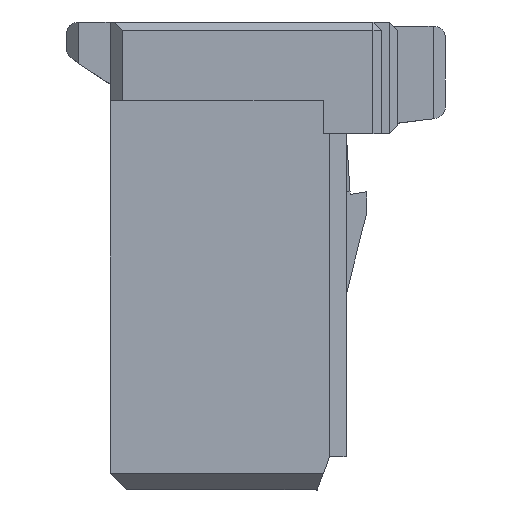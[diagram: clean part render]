
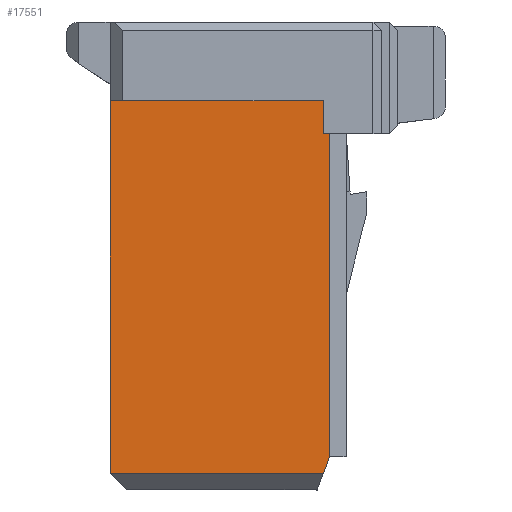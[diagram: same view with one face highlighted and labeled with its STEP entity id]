
A CAD part, left-side view. The second image highlights one B-rep face of the part: STEP entity #17551.
In plain terms, the highlighted planar face has unit normal (-1, 0, 0).
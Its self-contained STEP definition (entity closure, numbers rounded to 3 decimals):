
#117=CARTESIAN_POINT('',(-8.45,-3.55,8.6));
#118=VERTEX_POINT('',#117);
#125=CARTESIAN_POINT('',(-8.45,-3.7,8.6));
#126=VERTEX_POINT('',#125);
#127=CARTESIAN_POINT('',(-8.45,-3.55,8.6));
#128=DIRECTION('',(0.,-1.,0.));
#129=VECTOR('',#128,0.15);
#130=LINE('',#127,#129);
#131=EDGE_CURVE('',#118,#126,#130,.T.);
#195=CARTESIAN_POINT('',(-8.45,-3.7,0.8));
#196=VERTEX_POINT('',#195);
#17487=CARTESIAN_POINT('',(-8.45,-3.55,9.4));
#17488=VERTEX_POINT('',#17487);
#17495=CARTESIAN_POINT('',(-8.45,-3.55,9.4));
#17496=DIRECTION('',(0.,0.,-1.));
#17497=VECTOR('',#17496,0.8);
#17498=LINE('',#17495,#17497);
#17499=EDGE_CURVE('',#17488,#118,#17498,.T.);
#17506=CARTESIAN_POINT('',(-8.45,-1.25,4.7));
#17507=DIRECTION('',(0.,1.,0.));
#17508=DIRECTION('',(-1.,0.,0.));
#17509=AXIS2_PLACEMENT_3D('',#17506,#17508,#17507);
#17510=PLANE('',#17509);
#17511=CARTESIAN_POINT('',(-8.45,1.6,0.4));
#17512=VERTEX_POINT('',#17511);
#17513=CARTESIAN_POINT('',(-8.45,-3.55,0.4));
#17514=VERTEX_POINT('',#17513);
#17515=CARTESIAN_POINT('',(-8.45,1.6,0.4));
#17516=DIRECTION('',(0.,-1.,0.));
#17517=VECTOR('',#17516,5.15);
#17518=LINE('',#17515,#17517);
#17519=EDGE_CURVE('',#17512,#17514,#17518,.T.);
#17520=ORIENTED_EDGE('',*,*,#17519,.T.);
#17521=CARTESIAN_POINT('',(-8.45,-3.55,0.4));
#17522=DIRECTION('',(0.,-0.351,0.936));
#17523=VECTOR('',#17522,0.427);
#17524=LINE('',#17521,#17523);
#17525=EDGE_CURVE('',#17514,#196,#17524,.T.);
#17526=ORIENTED_EDGE('',*,*,#17525,.T.);
#17527=CARTESIAN_POINT('',(-8.45,-3.7,0.8));
#17528=DIRECTION('',(0.,0.,1.));
#17529=VECTOR('',#17528,7.8);
#17530=LINE('',#17527,#17529);
#17531=EDGE_CURVE('',#196,#126,#17530,.T.);
#17532=ORIENTED_EDGE('',*,*,#17531,.T.);
#17533=ORIENTED_EDGE('',*,*,#131,.F.);
#17534=ORIENTED_EDGE('',*,*,#17499,.F.);
#17535=CARTESIAN_POINT('',(-8.45,1.6,9.4));
#17536=VERTEX_POINT('',#17535);
#17537=CARTESIAN_POINT('',(-8.45,-3.55,9.4));
#17538=DIRECTION('',(0.,1.,0.));
#17539=VECTOR('',#17538,5.15);
#17540=LINE('',#17537,#17539);
#17541=EDGE_CURVE('',#17488,#17536,#17540,.T.);
#17542=ORIENTED_EDGE('',*,*,#17541,.T.);
#17543=CARTESIAN_POINT('',(-8.45,1.6,9.4));
#17544=DIRECTION('',(0.,0.,-1.));
#17545=VECTOR('',#17544,9.);
#17546=LINE('',#17543,#17545);
#17547=EDGE_CURVE('',#17536,#17512,#17546,.T.);
#17548=ORIENTED_EDGE('',*,*,#17547,.T.);
#17549=EDGE_LOOP('',(#17520,#17526,#17532,#17533,#17534,#17542,#17548));
#17550=FACE_OUTER_BOUND('',#17549,.T.);
#17551=ADVANCED_FACE('',(#17550),#17510,.T.);
